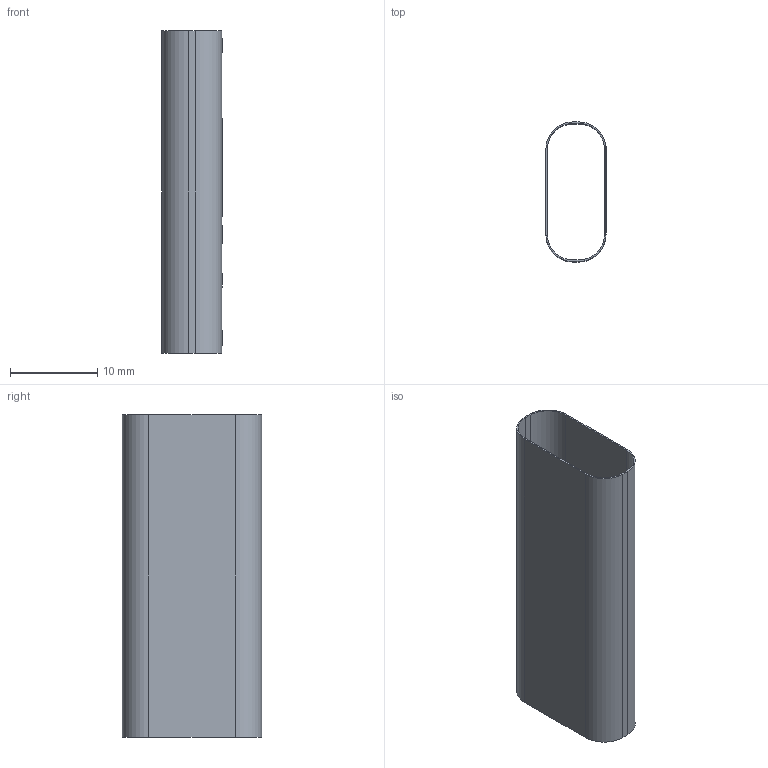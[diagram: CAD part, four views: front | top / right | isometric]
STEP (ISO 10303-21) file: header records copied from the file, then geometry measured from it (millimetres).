
FILE_DESCRIPTION (( 'STEP AP203' ), '1' );
FILE_NAME ('NNP-DWG-130-001-001 Remote Module, Case, PG4 Marking.STEP', '2024-08-13T17:12:40', ( '' ), ( '' ), 'SwSTEP 2.0', 'SolidWorks 2024', '' );
FILE_SCHEMA (( 'CONFIG_CONTROL_DESIGN' ));
Length unit declared in the file: inch
Products named in the file (2): NNP-DWG-130-001-000 Remote Module, Case_1.460  4CH STIMULUS MARKED CASE-PG4 - FRONT; NNP-DWG-130-001-001 Remote Module, Case, PG4 Marking
Assembly tree (1 placements, depth 2):
  NNP-DWG-130-001-001 Remote Module, Case, PG4 Marking
    NNP-DWG-130-001-000 Remote Module, Case_1.460  4CH STIMULUS MARKED CASE-PG4 - FRONT
Bounding box: 6.91 x 16.03 x 37.08 mm (x, y, z)
Volume: 264.7 mm3; surface area: 2987.9 mm2
Topology: 1 solids, 1 shells, 355 faces, 974 edges, 648 vertices
Faces by surface type: plane 246, cylinder 58, bspline 51
Entity records: 13566 total; most frequent: CARTESIAN_POINT 4674, ORIENTED_EDGE 1948, DIRECTION 1554, EDGE_CURVE 974, LINE 706, VECTOR 706, VERTEX_POINT 648, AXIS2_PLACEMENT_3D 424
